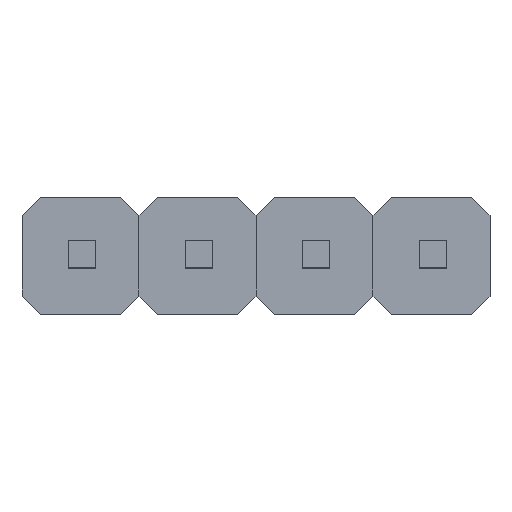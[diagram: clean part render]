
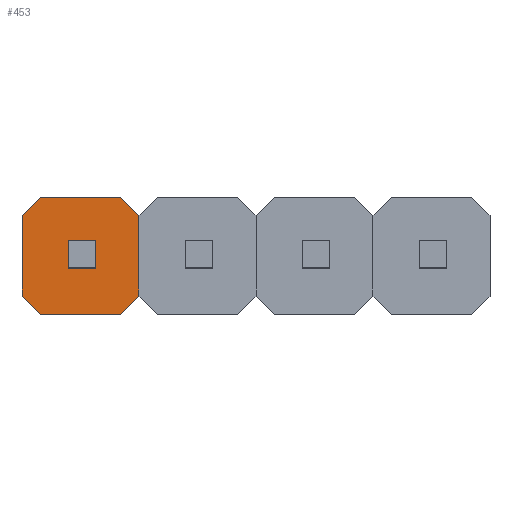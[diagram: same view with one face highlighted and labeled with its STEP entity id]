
A CAD part, top view. The second image highlights one B-rep face of the part: STEP entity #453.
In plain terms, the highlighted planar face has unit normal (0, 0, 1).
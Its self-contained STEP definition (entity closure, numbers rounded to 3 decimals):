
#265 = EDGE_CURVE('',#266,#268,#270,.T.);
#266 = VERTEX_POINT('',#267);
#267 = CARTESIAN_POINT('',(0.,0.4,1.54));
#268 = VERTEX_POINT('',#269);
#269 = CARTESIAN_POINT('',(0.,2.14,1.54));
#270 = LINE('',#271,#272);
#271 = CARTESIAN_POINT('',(0.,0.,1.54));
#272 = VECTOR('',#273,1.);
#273 = DIRECTION('',(0.,1.,0.));
#298 = EDGE_CURVE('',#266,#299,#301,.T.);
#299 = VERTEX_POINT('',#300);
#300 = CARTESIAN_POINT('',(0.4,0.,1.54));
#301 = LINE('',#302,#303);
#302 = CARTESIAN_POINT('',(0.2,0.2,1.54));
#303 = VECTOR('',#304,1.);
#304 = DIRECTION('',(0.707,-0.707,0.));
#322 = EDGE_CURVE('',#268,#323,#325,.T.);
#323 = VERTEX_POINT('',#324);
#324 = CARTESIAN_POINT('',(0.4,2.54,1.54));
#325 = LINE('',#326,#327);
#326 = CARTESIAN_POINT('',(-0.435,1.705,1.54));
#327 = VECTOR('',#328,1.);
#328 = DIRECTION('',(0.707,0.707,0.));
#346 = EDGE_CURVE('',#299,#347,#349,.T.);
#347 = VERTEX_POINT('',#348);
#348 = CARTESIAN_POINT('',(2.14,0.,1.54));
#349 = LINE('',#350,#351);
#350 = CARTESIAN_POINT('',(0.,0.,1.54));
#351 = VECTOR('',#352,1.);
#352 = DIRECTION('',(1.,0.,0.));
#370 = EDGE_CURVE('',#323,#371,#373,.T.);
#371 = VERTEX_POINT('',#372);
#372 = CARTESIAN_POINT('',(2.14,2.54,1.54));
#373 = LINE('',#374,#375);
#374 = CARTESIAN_POINT('',(0.,2.54,1.54));
#375 = VECTOR('',#376,1.);
#376 = DIRECTION('',(1.,0.,0.));
#394 = VERTEX_POINT('',#395);
#395 = CARTESIAN_POINT('',(2.54,0.4,1.54));
#401 = EDGE_CURVE('',#394,#347,#402,.T.);
#402 = LINE('',#403,#404);
#403 = CARTESIAN_POINT('',(1.705,-0.435,1.54));
#404 = VECTOR('',#405,1.);
#405 = DIRECTION('',(-0.707,-0.707,0.));
#418 = VERTEX_POINT('',#419);
#419 = CARTESIAN_POINT('',(2.54,2.14,1.54));
#425 = EDGE_CURVE('',#418,#371,#426,.T.);
#426 = LINE('',#427,#428);
#427 = CARTESIAN_POINT('',(2.34,2.34,1.54));
#428 = VECTOR('',#429,1.);
#429 = DIRECTION('',(-0.707,0.707,0.));
#440 = EDGE_CURVE('',#394,#418,#441,.T.);
#441 = LINE('',#442,#443);
#442 = CARTESIAN_POINT('',(2.54,0.,1.54));
#443 = VECTOR('',#444,1.);
#444 = DIRECTION('',(0.,1.,0.));
#453 = ADVANCED_FACE('',(#454,#464),#498,.T.);
#454 = FACE_BOUND('',#455,.T.);
#455 = EDGE_LOOP('',(#456,#457,#458,#459,#460,#461,#462,#463));
#456 = ORIENTED_EDGE('',*,*,#265,.F.);
#457 = ORIENTED_EDGE('',*,*,#298,.T.);
#458 = ORIENTED_EDGE('',*,*,#346,.T.);
#459 = ORIENTED_EDGE('',*,*,#401,.F.);
#460 = ORIENTED_EDGE('',*,*,#440,.T.);
#461 = ORIENTED_EDGE('',*,*,#425,.T.);
#462 = ORIENTED_EDGE('',*,*,#370,.F.);
#463 = ORIENTED_EDGE('',*,*,#322,.F.);
#464 = FACE_BOUND('',#465,.T.);
#465 = EDGE_LOOP('',(#466,#476,#484,#492));
#466 = ORIENTED_EDGE('',*,*,#467,.F.);
#467 = EDGE_CURVE('',#468,#470,#472,.T.);
#468 = VERTEX_POINT('',#469);
#469 = CARTESIAN_POINT('',(1.,1.6,1.54));
#470 = VERTEX_POINT('',#471);
#471 = CARTESIAN_POINT('',(1.,1.,1.54));
#472 = LINE('',#473,#474);
#473 = CARTESIAN_POINT('',(1.,0.5,1.54));
#474 = VECTOR('',#475,1.);
#475 = DIRECTION('',(0.,-1.,0.));
#476 = ORIENTED_EDGE('',*,*,#477,.T.);
#477 = EDGE_CURVE('',#468,#478,#480,.T.);
#478 = VERTEX_POINT('',#479);
#479 = CARTESIAN_POINT('',(1.6,1.6,1.54));
#480 = LINE('',#481,#482);
#481 = CARTESIAN_POINT('',(0.5,1.6,1.54));
#482 = VECTOR('',#483,1.);
#483 = DIRECTION('',(1.,0.,0.));
#484 = ORIENTED_EDGE('',*,*,#485,.T.);
#485 = EDGE_CURVE('',#478,#486,#488,.T.);
#486 = VERTEX_POINT('',#487);
#487 = CARTESIAN_POINT('',(1.6,1.,1.54));
#488 = LINE('',#489,#490);
#489 = CARTESIAN_POINT('',(1.6,0.5,1.54));
#490 = VECTOR('',#491,1.);
#491 = DIRECTION('',(0.,-1.,0.));
#492 = ORIENTED_EDGE('',*,*,#493,.F.);
#493 = EDGE_CURVE('',#470,#486,#494,.T.);
#494 = LINE('',#495,#496);
#495 = CARTESIAN_POINT('',(0.5,1.,1.54));
#496 = VECTOR('',#497,1.);
#497 = DIRECTION('',(1.,0.,0.));
#498 = PLANE('',#499);
#499 = AXIS2_PLACEMENT_3D('',#500,#501,#502);
#500 = CARTESIAN_POINT('',(0.,0.,1.54));
#501 = DIRECTION('',(0.,0.,1.));
#502 = DIRECTION('',(1.,0.,0.));
